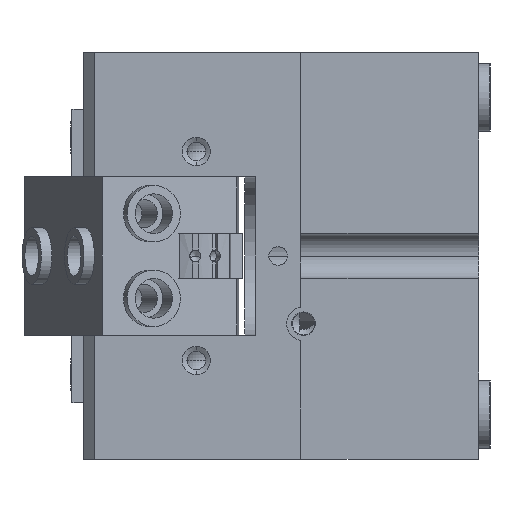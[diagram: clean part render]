
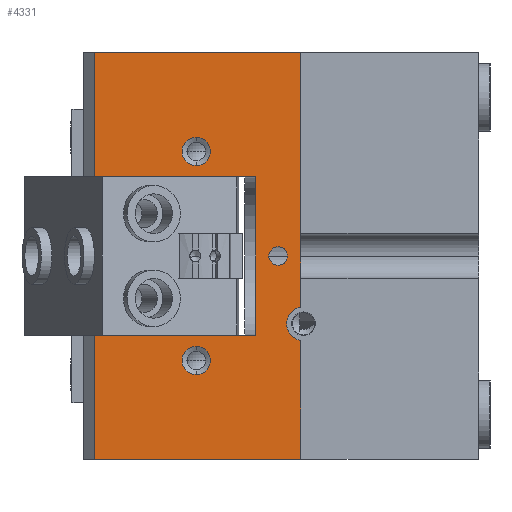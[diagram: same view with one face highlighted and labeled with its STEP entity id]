
A CAD part, left-side view. The second image highlights one B-rep face of the part: STEP entity #4331.
In plain terms, the highlighted planar face has unit normal (-1, 0, 0).
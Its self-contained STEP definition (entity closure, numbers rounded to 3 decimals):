
#498 = EDGE_LOOP ( 'NONE', ( #1573, #1572 ) ) ;
#554 = EDGE_LOOP ( 'NONE', ( #1571, #1570 ) ) ;
#652 = EDGE_LOOP ( 'NONE', ( #1569, #1568 ) ) ;
#682 = EDGE_LOOP ( 'NONE', ( #1583, #1582, #1581, #1580, #1579, #1578, #1577, #1576, #1575, #1574 ) ) ;
#942 = EDGE_CURVE ( 'NONE', #19480, #19479, #15020, .T. ) ;
#1048 = EDGE_CURVE ( 'NONE', #4910, #4911, #15168, .T. ) ;
#1051 = EDGE_CURVE ( 'NONE', #4916, #4917, #15172, .T. ) ;
#1071 = EDGE_CURVE ( 'NONE', #19480, #19523, #15199, .T. ) ;
#1118 = EDGE_CURVE ( 'NONE', #4898, #4899, #15331, .T. ) ;
#1175 = EDGE_CURVE ( 'NONE', #19503, #19508, #15453, .T. ) ;
#1568 = ORIENTED_EDGE ( 'NONE', *, *, #1051, .F. ) ;
#1569 = ORIENTED_EDGE ( 'NONE', *, *, #5660, .F. ) ;
#1570 = ORIENTED_EDGE ( 'NONE', *, *, #1048, .F. ) ;
#1571 = ORIENTED_EDGE ( 'NONE', *, *, #5659, .F. ) ;
#1572 = ORIENTED_EDGE ( 'NONE', *, *, #1118, .F. ) ;
#1573 = ORIENTED_EDGE ( 'NONE', *, *, #5661, .F. ) ;
#1574 = ORIENTED_EDGE ( 'NONE', *, *, #5654, .T. ) ;
#1575 = ORIENTED_EDGE ( 'NONE', *, *, #942, .T. ) ;
#1576 = ORIENTED_EDGE ( 'NONE', *, *, #1071, .F. ) ;
#1577 = ORIENTED_EDGE ( 'NONE', *, *, #5656, .F. ) ;
#1578 = ORIENTED_EDGE ( 'NONE', *, *, #5658, .F. ) ;
#1579 = ORIENTED_EDGE ( 'NONE', *, *, #5648, .T. ) ;
#1580 = ORIENTED_EDGE ( 'NONE', *, *, #5646, .F. ) ;
#1581 = ORIENTED_EDGE ( 'NONE', *, *, #5653, .F. ) ;
#1582 = ORIENTED_EDGE ( 'NONE', *, *, #1175, .T. ) ;
#1583 = ORIENTED_EDGE ( 'NONE', *, *, #5657, .F. ) ;
#4331 = ADVANCED_FACE ( 'NONE', ( #12675, #12678, #12684, #12689 ), #9806, .T. ) ;
#4898 = VERTEX_POINT ( 'NONE', #11382 ) ;
#4899 = VERTEX_POINT ( 'NONE', #11383 ) ;
#4910 = VERTEX_POINT ( 'NONE', #11394 ) ;
#4911 = VERTEX_POINT ( 'NONE', #11395 ) ;
#4916 = VERTEX_POINT ( 'NONE', #11400 ) ;
#4917 = VERTEX_POINT ( 'NONE', #11401 ) ;
#5646 = EDGE_CURVE ( 'NONE', #19539, #19538, #18231, .T. ) ;
#5648 = EDGE_CURVE ( 'NONE', #19539, #19540, #18249, .T. ) ;
#5653 = EDGE_CURVE ( 'NONE', #19538, #19508, #18258, .T. ) ;
#5654 = EDGE_CURVE ( 'NONE', #19479, #19537, #18260, .T. ) ;
#5656 = EDGE_CURVE ( 'NONE', #19523, #19541, #18264, .T. ) ;
#5657 = EDGE_CURVE ( 'NONE', #19503, #19537, #18266, .T. ) ;
#5658 = EDGE_CURVE ( 'NONE', #19541, #19540, #18248, .T. ) ;
#5659 = EDGE_CURVE ( 'NONE', #4911, #4910, #18269, .T. ) ;
#5660 = EDGE_CURVE ( 'NONE', #4917, #4916, #18271, .T. ) ;
#5661 = EDGE_CURVE ( 'NONE', #4899, #4898, #18273, .T. ) ;
#6425 = AXIS2_PLACEMENT_3D ( 'NONE', #7516, #7522, #7523 ) ;
#6427 = AXIS2_PLACEMENT_3D ( 'NONE', #7530, #7531, #7532 ) ;
#6448 = AXIS2_PLACEMENT_3D ( 'NONE', #7711, #7712, #7713 ) ;
#6921 = CARTESIAN_POINT ( 'NONE',  ( -65., 26.5, -36. ) ) ;
#6928 = DIRECTION ( 'NONE',  ( 0., -1., 0. ) ) ;
#7516 = CARTESIAN_POINT ( 'NONE',  ( -65., 45., -18.5 ) ) ;
#7522 = DIRECTION ( 'NONE',  ( -1., 0., 0. ) ) ;
#7523 = DIRECTION ( 'NONE',  ( 0., 0., 1. ) ) ;
#7530 = CARTESIAN_POINT ( 'NONE',  ( -65., 45., 18.5 ) ) ;
#7531 = DIRECTION ( 'NONE',  ( -1., 0., 0. ) ) ;
#7532 = DIRECTION ( 'NONE',  ( 0., 0., 1. ) ) ;
#7588 = CARTESIAN_POINT ( 'NONE',  ( -65., 63., -36. ) ) ;
#7591 = DIRECTION ( 'NONE',  ( 0., 0., 1. ) ) ;
#7711 = CARTESIAN_POINT ( 'NONE',  ( -65., 30.5, 0. ) ) ;
#7712 = DIRECTION ( 'NONE',  ( -1., 0., 0. ) ) ;
#7713 = DIRECTION ( 'NONE',  ( 0., 0., 1. ) ) ;
#7913 = CARTESIAN_POINT ( 'NONE',  ( -65., 26.5, -36. ) ) ;
#7914 = DIRECTION ( 'NONE',  ( 0., 0., 1. ) ) ;
#8731 = AXIS2_PLACEMENT_3D ( 'NONE', #9809, #9811, #9812 ) ;
#9806 = PLANE ( 'NONE',  #8731 ) ;
#9809 = CARTESIAN_POINT ( 'NONE',  ( -65., 26.5, -36. ) ) ;
#9811 = DIRECTION ( 'NONE',  ( -1., 0., 0. ) ) ;
#9812 = DIRECTION ( 'NONE',  ( 0., 0., 1. ) ) ;
#11382 = CARTESIAN_POINT ( 'NONE',  ( -65., 30.5, -1.65 ) ) ;
#11383 = CARTESIAN_POINT ( 'NONE',  ( -65., 30.5, 1.65 ) ) ;
#11394 = CARTESIAN_POINT ( 'NONE',  ( -65., 45., -21. ) ) ;
#11395 = CARTESIAN_POINT ( 'NONE',  ( -65., 45., -16. ) ) ;
#11400 = CARTESIAN_POINT ( 'NONE',  ( -65., 45., 16. ) ) ;
#11401 = CARTESIAN_POINT ( 'NONE',  ( -65., 45., 21. ) ) ;
#12675 = FACE_OUTER_BOUND ( 'NONE', #682, .T. ) ;
#12678 = FACE_BOUND ( 'NONE', #498, .T. ) ;
#12684 = FACE_BOUND ( 'NONE', #554, .T. ) ;
#12689 = FACE_BOUND ( 'NONE', #652, .T. ) ;
#13035 = CARTESIAN_POINT ( 'NONE',  ( -65., 63., -36. ) ) ;
#13042 = CARTESIAN_POINT ( 'NONE',  ( -65., 26., -12. ) ) ;
#13044 = DIRECTION ( 'NONE',  ( 0., 0., 1. ) ) ;
#13051 = CARTESIAN_POINT ( 'NONE',  ( -65., 63., 14. ) ) ;
#13053 = DIRECTION ( 'NONE',  ( 0., -1., 0. ) ) ;
#13074 = CARTESIAN_POINT ( 'NONE',  ( -65., 26.5, 36. ) ) ;
#13076 = DIRECTION ( 'NONE',  ( 0., -1., 0. ) ) ;
#13079 = CARTESIAN_POINT ( 'NONE',  ( -65., 26.5, -36. ) ) ;
#13080 = DIRECTION ( 'NONE',  ( 0., 0., 1. ) ) ;
#13088 = CARTESIAN_POINT ( 'NONE',  ( -65., 63., -14. ) ) ;
#13089 = DIRECTION ( 'NONE',  ( 0., -1., 0. ) ) ;
#13093 = DIRECTION ( 'NONE',  ( -1., 0., 0. ) ) ;
#13095 = DIRECTION ( 'NONE',  ( 0., 0., 1. ) ) ;
#13097 = CARTESIAN_POINT ( 'NONE',  ( -65., 45., 18.5 ) ) ;
#13098 = CARTESIAN_POINT ( 'NONE',  ( -65., 34.5, -14. ) ) ;
#13100 = DIRECTION ( 'NONE',  ( 0., 0., 1. ) ) ;
#13102 = CARTESIAN_POINT ( 'NONE',  ( -65., 45., -18.5 ) ) ;
#13104 = CARTESIAN_POINT ( 'NONE',  ( -65., 30.5, 0. ) ) ;
#13106 = DIRECTION ( 'NONE',  ( -1., 0., 0. ) ) ;
#13108 = DIRECTION ( 'NONE',  ( 0., 0., 1. ) ) ;
#13112 = DIRECTION ( 'NONE',  ( -1., 0., 0. ) ) ;
#13114 = DIRECTION ( 'NONE',  ( 0., 0., 1. ) ) ;
#13117 = DIRECTION ( 'NONE',  ( -1., 0., 0. ) ) ;
#13119 = DIRECTION ( 'NONE',  ( 0., 0., 1. ) ) ;
#15001 = VECTOR ( 'NONE', #6928, 1000. ) ;
#15020 = LINE ( 'NONE', #6921, #15001 ) ;
#15168 = CIRCLE ( 'NONE', #6425, 2.5 ) ;
#15172 = CIRCLE ( 'NONE', #6427, 2.5 ) ;
#15199 = LINE ( 'NONE', #7588, #15203 ) ;
#15203 = VECTOR ( 'NONE', #7591, 1000. ) ;
#15331 = CIRCLE ( 'NONE', #6448, 1.65 ) ;
#15453 = LINE ( 'NONE', #7913, #15455 ) ;
#15455 = VECTOR ( 'NONE', #7914, 1000. ) ;
#17140 = CARTESIAN_POINT ( 'NONE',  ( -65., 26.5, -36. ) ) ;
#17141 = CARTESIAN_POINT ( 'NONE',  ( -65., 63., -36. ) ) ;
#17164 = CARTESIAN_POINT ( 'NONE',  ( -65., 26.5, -9.042 ) ) ;
#17169 = CARTESIAN_POINT ( 'NONE',  ( -65., 26.5, 36. ) ) ;
#17184 = CARTESIAN_POINT ( 'NONE',  ( -65., 63., -14. ) ) ;
#17198 = CARTESIAN_POINT ( 'NONE',  ( -65., 26.5, -14.958 ) ) ;
#17199 = CARTESIAN_POINT ( 'NONE',  ( -65., 63., 36. ) ) ;
#17200 = CARTESIAN_POINT ( 'NONE',  ( -65., 63., 14. ) ) ;
#17201 = CARTESIAN_POINT ( 'NONE',  ( -65., 34.5, 14. ) ) ;
#17202 = CARTESIAN_POINT ( 'NONE',  ( -65., 34.5, -14. ) ) ;
#18231 = LINE ( 'NONE', #13035, #18245 ) ;
#18245 = VECTOR ( 'NONE', #13044, 1000. ) ;
#18248 = LINE ( 'NONE', #13098, #18252 ) ;
#18249 = LINE ( 'NONE', #13051, #18250 ) ;
#18250 = VECTOR ( 'NONE', #13053, 1000. ) ;
#18252 = VECTOR ( 'NONE', #13100, 1000. ) ;
#18258 = LINE ( 'NONE', #13074, #18259 ) ;
#18259 = VECTOR ( 'NONE', #13076, 1000. ) ;
#18260 = LINE ( 'NONE', #13079, #18261 ) ;
#18261 = VECTOR ( 'NONE', #13080, 1000. ) ;
#18264 = LINE ( 'NONE', #13088, #18265 ) ;
#18265 = VECTOR ( 'NONE', #13089, 1000. ) ;
#18266 = CIRCLE ( 'NONE', #18774, 3. ) ;
#18269 = CIRCLE ( 'NONE', #18772, 2.5 ) ;
#18271 = CIRCLE ( 'NONE', #18771, 2.5 ) ;
#18273 = CIRCLE ( 'NONE', #18776, 1.65 ) ;
#18771 = AXIS2_PLACEMENT_3D ( 'NONE', #13097, #13112, #13114 ) ;
#18772 = AXIS2_PLACEMENT_3D ( 'NONE', #13102, #13106, #13108 ) ;
#18774 = AXIS2_PLACEMENT_3D ( 'NONE', #13042, #13093, #13095 ) ;
#18776 = AXIS2_PLACEMENT_3D ( 'NONE', #13104, #13117, #13119 ) ;
#19479 = VERTEX_POINT ( 'NONE', #17140 ) ;
#19480 = VERTEX_POINT ( 'NONE', #17141 ) ;
#19503 = VERTEX_POINT ( 'NONE', #17164 ) ;
#19508 = VERTEX_POINT ( 'NONE', #17169 ) ;
#19523 = VERTEX_POINT ( 'NONE', #17184 ) ;
#19537 = VERTEX_POINT ( 'NONE', #17198 ) ;
#19538 = VERTEX_POINT ( 'NONE', #17199 ) ;
#19539 = VERTEX_POINT ( 'NONE', #17200 ) ;
#19540 = VERTEX_POINT ( 'NONE', #17201 ) ;
#19541 = VERTEX_POINT ( 'NONE', #17202 ) ;
